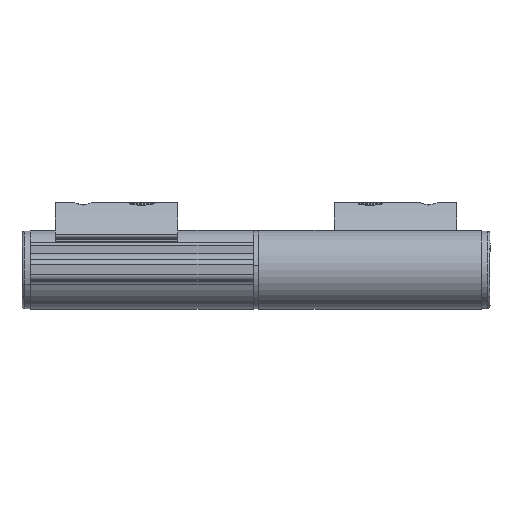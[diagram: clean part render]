
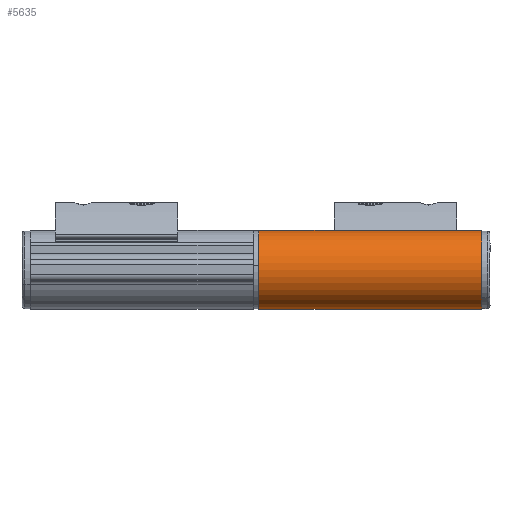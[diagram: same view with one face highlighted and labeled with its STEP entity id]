
A CAD part, left-side view. The second image highlights one B-rep face of the part: STEP entity #5635.
In plain terms, the highlighted cylindrical face has radius 7.1 mm (diameter 14.2 mm), a partial arc.
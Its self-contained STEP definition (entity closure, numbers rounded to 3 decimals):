
#407=CYLINDRICAL_SURFACE('',#6253,7.1);
#527=FACE_OUTER_BOUND('',#869,.T.);
#869=EDGE_LOOP('',(#3906,#3907,#3908,#3909));
#1245=LINE('',#9047,#1660);
#1246=LINE('',#9048,#1661);
#1660=VECTOR('',#7100,1000.);
#1661=VECTOR('',#7101,1000.);
#2048=CIRCLE('',#6226,7.1);
#2061=CIRCLE('',#6240,7.1);
#2467=VERTEX_POINT('',#8967);
#2468=VERTEX_POINT('',#8969);
#2489=VERTEX_POINT('',#9013);
#2490=VERTEX_POINT('',#9015);
#2999=EDGE_CURVE('',#2467,#2468,#2048,.T.);
#3022=EDGE_CURVE('',#2490,#2489,#2061,.T.);
#3043=EDGE_CURVE('',#2467,#2490,#1245,.T.);
#3044=EDGE_CURVE('',#2489,#2468,#1246,.T.);
#3906=ORIENTED_EDGE('',*,*,#2999,.F.);
#3907=ORIENTED_EDGE('',*,*,#3043,.T.);
#3908=ORIENTED_EDGE('',*,*,#3022,.T.);
#3909=ORIENTED_EDGE('',*,*,#3044,.T.);
#5635=ADVANCED_FACE('',(#527),#407,.T.);
#6226=AXIS2_PLACEMENT_3D('',#8970,#7019,#7020);
#6240=AXIS2_PLACEMENT_3D('',#9016,#7057,#7058);
#6253=AXIS2_PLACEMENT_3D('',#9046,#7098,#7099);
#7019=DIRECTION('center_axis',(0.,0.,1.));
#7020=DIRECTION('ref_axis',(1.,0.,0.));
#7057=DIRECTION('center_axis',(0.,0.,1.));
#7058=DIRECTION('ref_axis',(1.,0.,0.));
#7098=DIRECTION('center_axis',(0.,0.,1.));
#7099=DIRECTION('ref_axis',(1.,0.,0.));
#7100=DIRECTION('',(0.,0.,-1.));
#7101=DIRECTION('',(0.,0.,1.));
#8967=CARTESIAN_POINT('',(-6.629,-2.542,51.147));
#8969=CARTESIAN_POINT('',(-6.629,2.542,51.147));
#8970=CARTESIAN_POINT('Origin',(0.,0.,51.147));
#9013=CARTESIAN_POINT('',(-6.629,2.542,11.147));
#9015=CARTESIAN_POINT('',(-6.629,-2.542,11.147));
#9016=CARTESIAN_POINT('Origin',(0.,0.,11.147));
#9046=CARTESIAN_POINT('Origin',(0.,0.,51.147));
#9047=CARTESIAN_POINT('',(-6.629,-2.542,51.147));
#9048=CARTESIAN_POINT('',(-6.629,2.542,51.147));
